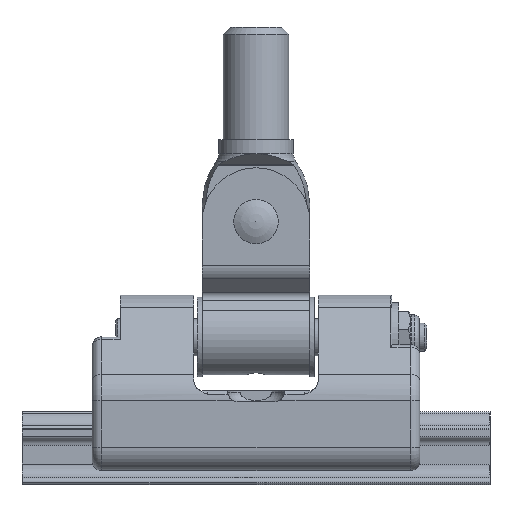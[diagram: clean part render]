
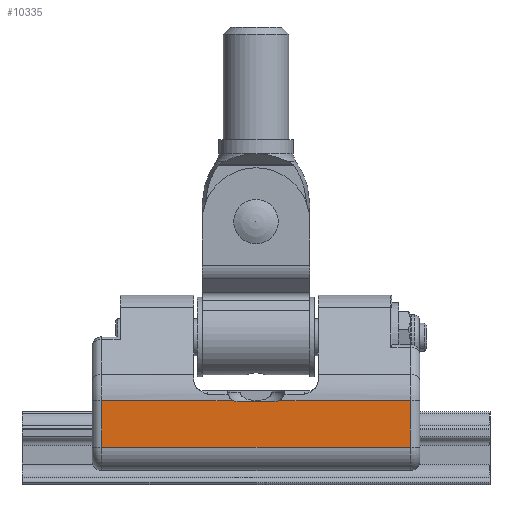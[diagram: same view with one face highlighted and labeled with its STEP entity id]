
A CAD part, left-side view. The second image highlights one B-rep face of the part: STEP entity #10335.
In plain terms, the highlighted planar face has unit normal (-1, 0, 0).
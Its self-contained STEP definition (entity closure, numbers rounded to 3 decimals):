
#347=PLANE('',#11096);
#614=FACE_OUTER_BOUND('',#1226,.T.);
#1226=EDGE_LOOP('',(#7301,#7302,#7303,#7304,#7305,#7306,#7307,#7308));
#1905=CIRCLE('',#11097,2.);
#1906=CIRCLE('',#11098,2.);
#2788=LINE('',#15798,#3460);
#2840=LINE('',#16072,#3512);
#2852=LINE('',#16129,#3524);
#2853=LINE('',#16134,#3525);
#2854=LINE('',#16136,#3526);
#2855=LINE('',#16139,#3527);
#3460=VECTOR('',#12450,10.);
#3512=VECTOR('',#12706,10.);
#3524=VECTOR('',#12762,10.);
#3525=VECTOR('',#12767,10.);
#3526=VECTOR('',#12768,8.);
#3527=VECTOR('',#12771,10.);
#4174=VERTEX_POINT('',#15793);
#4175=VERTEX_POINT('',#15797);
#4236=VERTEX_POINT('',#16066);
#4237=VERTEX_POINT('',#16070);
#4251=VERTEX_POINT('',#16131);
#4252=VERTEX_POINT('',#16132);
#4253=VERTEX_POINT('',#16135);
#4254=VERTEX_POINT('',#16137);
#5270=EDGE_CURVE('',#4174,#4175,#2788,.T.);
#5389=EDGE_CURVE('',#4236,#4237,#2840,.T.);
#5414=EDGE_CURVE('',#4237,#4174,#2852,.T.);
#5415=EDGE_CURVE('',#4251,#4252,#1905,.T.);
#5416=EDGE_CURVE('',#4251,#4175,#2853,.T.);
#5417=EDGE_CURVE('',#4253,#4236,#2854,.T.);
#5418=EDGE_CURVE('',#4254,#4253,#1906,.T.);
#5419=EDGE_CURVE('',#4252,#4254,#2855,.T.);
#7301=ORIENTED_EDGE('',*,*,#5415,.F.);
#7302=ORIENTED_EDGE('',*,*,#5416,.T.);
#7303=ORIENTED_EDGE('',*,*,#5270,.F.);
#7304=ORIENTED_EDGE('',*,*,#5414,.F.);
#7305=ORIENTED_EDGE('',*,*,#5389,.F.);
#7306=ORIENTED_EDGE('',*,*,#5417,.F.);
#7307=ORIENTED_EDGE('',*,*,#5418,.F.);
#7308=ORIENTED_EDGE('',*,*,#5419,.F.);
#10335=ADVANCED_FACE('',(#614),#347,.T.);
#11096=AXIS2_PLACEMENT_3D('',#16130,#12763,#12764);
#11097=AXIS2_PLACEMENT_3D('',#16133,#12765,#12766);
#11098=AXIS2_PLACEMENT_3D('',#16138,#12769,#12770);
#12450=DIRECTION('',(0.,0.,1.));
#12706=DIRECTION('',(0.,0.,-1.));
#12762=DIRECTION('',(0.,1.,0.));
#12763=DIRECTION('center_axis',(-1.,0.,0.));
#12764=DIRECTION('ref_axis',(0.,0.,
-1.));
#12765=DIRECTION('center_axis',(-1.,0.,0.));
#12766=DIRECTION('ref_axis',(0.,1.,0.));
#12767=DIRECTION('',(0.,1.,0.));
#12768=DIRECTION('',(0.,-1.,0.));
#12769=DIRECTION('center_axis',(-1.,0.,0.));
#12770=DIRECTION('ref_axis',(0.,0.,
-1.));
#12771=DIRECTION('',(0.,-1.,0.));
#15793=CARTESIAN_POINT('',(-23.,33.,8.));
#15797=CARTESIAN_POINT('',(-23.,33.,17.914));
#15798=CARTESIAN_POINT('',(-23.,33.,19.832));
#16066=CARTESIAN_POINT('',(-23.,-33.,17.914));
#16070=CARTESIAN_POINT('',(-23.,-33.,8.));
#16072=CARTESIAN_POINT('',(-23.,-33.,19.832));
#16129=CARTESIAN_POINT('',(-23.,0.,8.));
#16130=CARTESIAN_POINT('Origin',(-23.,0.,17.914));
#16131=CARTESIAN_POINT('',(-23.,4.901,17.914));
#16132=CARTESIAN_POINT('',(-23.,4.,17.7));
#16133=CARTESIAN_POINT('Origin',(-23.,4.,19.7));
#16134=CARTESIAN_POINT('',(-23.,-15.,17.914));
#16135=CARTESIAN_POINT('',(-23.,-4.901,17.914));
#16136=CARTESIAN_POINT('',(-23.,0.,17.914));
#16137=CARTESIAN_POINT('',(-23.,-4.,17.7));
#16138=CARTESIAN_POINT('Origin',(-23.,-4.,19.7));
#16139=CARTESIAN_POINT('',(-23.,-2.,17.7));
